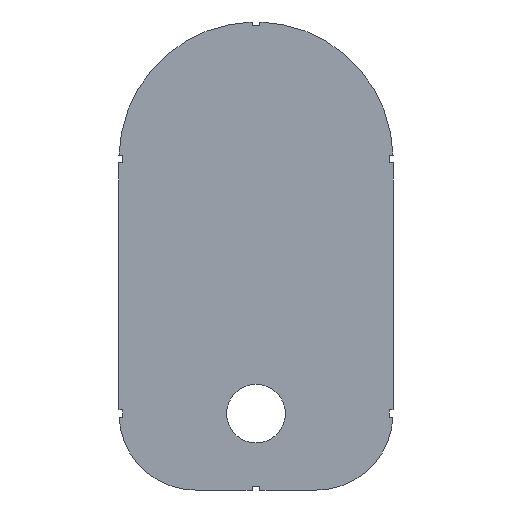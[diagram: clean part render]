
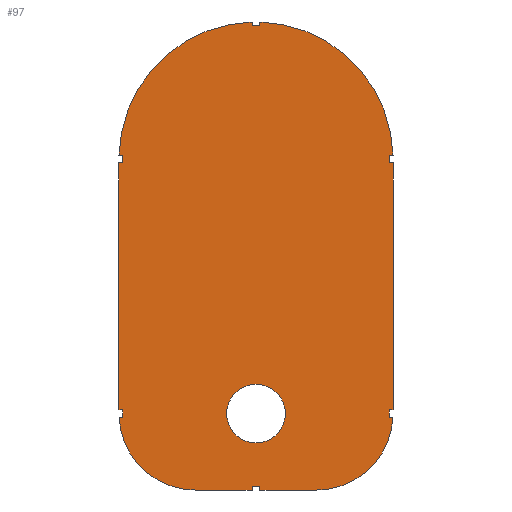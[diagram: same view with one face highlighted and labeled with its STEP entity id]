
A CAD part, front view. The second image highlights one B-rep face of the part: STEP entity #97.
In plain terms, the highlighted planar face has unit normal (0, -1, 0).
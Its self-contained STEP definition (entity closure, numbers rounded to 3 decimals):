
#97=ADVANCED_FACE('',(#185,#186),#187,.T.);
#185=FACE_OUTER_BOUND('',#319,.T.);
#186=FACE_BOUND('',#320,.T.);
#187=PLANE('',#321);
#319=EDGE_LOOP('',(#572,#573,#574,#575,#576,#577,#578,#579,#580,#581,#582,#583,#584,#585,#586,#587,#588,#589,#590,#591,#592,#593,#594,#595,#596,#597));
#320=EDGE_LOOP('',(#598,#599));
#321=AXIS2_PLACEMENT_3D('',#600,#601,#602);
#572=ORIENTED_EDGE('',*,*,#996,.T.);
#573=ORIENTED_EDGE('',*,*,#1005,.T.);
#574=ORIENTED_EDGE('',*,*,#1006,.T.);
#575=ORIENTED_EDGE('',*,*,#1007,.T.);
#576=ORIENTED_EDGE('',*,*,#1008,.T.);
#577=ORIENTED_EDGE('',*,*,#1002,.T.);
#578=ORIENTED_EDGE('',*,*,#967,.T.);
#579=ORIENTED_EDGE('',*,*,#989,.T.);
#580=ORIENTED_EDGE('',*,*,#969,.T.);
#581=ORIENTED_EDGE('',*,*,#1009,.T.);
#582=ORIENTED_EDGE('',*,*,#1010,.T.);
#583=ORIENTED_EDGE('',*,*,#1011,.T.);
#584=ORIENTED_EDGE('',*,*,#1012,.T.);
#585=ORIENTED_EDGE('',*,*,#1013,.T.);
#586=ORIENTED_EDGE('',*,*,#1014,.F.);
#587=ORIENTED_EDGE('',*,*,#1015,.T.);
#588=ORIENTED_EDGE('',*,*,#1016,.T.);
#589=ORIENTED_EDGE('',*,*,#1017,.T.);
#590=ORIENTED_EDGE('',*,*,#1018,.F.);
#591=ORIENTED_EDGE('',*,*,#1019,.F.);
#592=ORIENTED_EDGE('',*,*,#1020,.T.);
#593=ORIENTED_EDGE('',*,*,#1021,.T.);
#594=ORIENTED_EDGE('',*,*,#1022,.T.);
#595=ORIENTED_EDGE('',*,*,#1000,.F.);
#596=ORIENTED_EDGE('',*,*,#979,.T.);
#597=ORIENTED_EDGE('',*,*,#988,.T.);
#598=ORIENTED_EDGE('',*,*,#962,.T.);
#599=ORIENTED_EDGE('',*,*,#1023,.T.);
#600=CARTESIAN_POINT('',(17.5,0.,0.));
#601=DIRECTION('',(0.,-1.0,0.));
#602=DIRECTION('',(-1.0,0.,0.0));
#962=EDGE_CURVE('',#1142,#1146,#1148,.T.);
#967=EDGE_CURVE('',#1158,#1156,#1159,.T.);
#969=EDGE_CURVE('',#1161,#1162,#1163,.T.);
#979=EDGE_CURVE('',#1182,#1180,#1183,.T.);
#988=EDGE_CURVE('',#1180,#1195,#1197,.T.);
#989=EDGE_CURVE('',#1156,#1161,#1198,.T.);
#996=EDGE_CURVE('',#1195,#1206,#1208,.T.);
#1000=EDGE_CURVE('',#1182,#1214,#1215,.T.);
#1002=EDGE_CURVE('',#1217,#1158,#1218,.T.);
#1005=EDGE_CURVE('',#1206,#1222,#1223,.T.);
#1006=EDGE_CURVE('',#1222,#1224,#1225,.T.);
#1007=EDGE_CURVE('',#1224,#1226,#1227,.T.);
#1008=EDGE_CURVE('',#1226,#1217,#1228,.T.);
#1009=EDGE_CURVE('',#1162,#1229,#1230,.T.);
#1010=EDGE_CURVE('',#1229,#1231,#1232,.T.);
#1011=EDGE_CURVE('',#1231,#1233,#1234,.T.);
#1012=EDGE_CURVE('',#1233,#1235,#1236,.T.);
#1013=EDGE_CURVE('',#1235,#1237,#1238,.T.);
#1014=EDGE_CURVE('',#1239,#1237,#1240,.T.);
#1015=EDGE_CURVE('',#1239,#1241,#1242,.T.);
#1016=EDGE_CURVE('',#1241,#1243,#1244,.T.);
#1017=EDGE_CURVE('',#1243,#1245,#1246,.T.);
#1018=EDGE_CURVE('',#1247,#1245,#1248,.T.);
#1019=EDGE_CURVE('',#1249,#1247,#1250,.T.);
#1020=EDGE_CURVE('',#1249,#1251,#1252,.T.);
#1021=EDGE_CURVE('',#1251,#1253,#1254,.T.);
#1022=EDGE_CURVE('',#1253,#1214,#1255,.T.);
#1023=EDGE_CURVE('',#1146,#1142,#1256,.T.);
#1142=VERTEX_POINT('',#1417);
#1146=VERTEX_POINT('',#1422);
#1148=CIRCLE('',#1425,7.5);
#1156=VERTEX_POINT('',#1451);
#1158=VERTEX_POINT('',#1454);
#1159=LINE('',#1455,#1456);
#1161=VERTEX_POINT('',#1459);
#1162=VERTEX_POINT('',#1460);
#1163=LINE('',#1461,#1462);
#1180=VERTEX_POINT('',#1483);
#1182=VERTEX_POINT('',#1486);
#1183=LINE('',#1487,#1488);
#1195=VERTEX_POINT('',#1508);
#1197=LINE('',#1511,#1512);
#1198=LINE('',#1513,#1514);
#1206=VERTEX_POINT('',#1545);
#1208=LINE('',#1548,#1549);
#1214=VERTEX_POINT('',#1557);
#1215=LINE('',#1558,#1559);
#1217=VERTEX_POINT('',#1562);
#1218=CIRCLE('',#1563,35.0);
#1222=VERTEX_POINT('',#1568);
#1223=CIRCLE('',#1569,35.0);
#1224=VERTEX_POINT('',#1570);
#1225=LINE('',#1571,#1572);
#1226=VERTEX_POINT('',#1573);
#1227=LINE('',#1574,#1575);
#1228=LINE('',#1576,#1577);
#1229=VERTEX_POINT('',#1578);
#1230=LINE('',#1579,#1580);
#1231=VERTEX_POINT('',#1581);
#1232=LINE('',#1582,#1583);
#1233=VERTEX_POINT('',#1584);
#1234=LINE('',#1585,#1586);
#1235=VERTEX_POINT('',#1587);
#1236=LINE('',#1588,#1589);
#1237=VERTEX_POINT('',#1590);
#1238=CIRCLE('',#1591,19.5);
#1239=VERTEX_POINT('',#1592);
#1240=LINE('',#1593,#1594);
#1241=VERTEX_POINT('',#1595);
#1242=LINE('',#1596,#1597);
#1243=VERTEX_POINT('',#1598);
#1244=LINE('',#1599,#1600);
#1245=VERTEX_POINT('',#1601);
#1246=LINE('',#1602,#1603);
#1247=VERTEX_POINT('',#1604);
#1248=LINE('',#1605,#1606);
#1249=VERTEX_POINT('',#1607);
#1250=CIRCLE('',#1608,19.5);
#1251=VERTEX_POINT('',#1609);
#1252=LINE('',#1610,#1611);
#1253=VERTEX_POINT('',#1612);
#1254=LINE('',#1613,#1614);
#1255=LINE('',#1615,#1616);
#1256=CIRCLE('',#1617,7.5);
#1417=CARTESIAN_POINT('',(0.,0.,-72.5));
#1422=CARTESIAN_POINT('',(0.,0.,-57.5));
#1425=AXIS2_PLACEMENT_3D('',#1918,#1919,#1920);
#1451=CARTESIAN_POINT('',(-34.0,0.0,1.0));
#1454=CARTESIAN_POINT('',(-34.986,0.,1.0));
#1455=CARTESIAN_POINT('',(8.75,0.,1.0));
#1456=VECTOR('',#1926,1.0);
#1459=CARTESIAN_POINT('',(-34.0,0.0,-1.0));
#1460=CARTESIAN_POINT('',(-35.0,0.,-1.0));
#1461=CARTESIAN_POINT('',(8.75,0.0,-1.0));
#1462=VECTOR('',#1928,1.0);
#1483=CARTESIAN_POINT('',(34.0,0.0,-1.0));
#1486=CARTESIAN_POINT('',(35.0,0.,-1.0));
#1487=CARTESIAN_POINT('',(8.75,0.0,-1.0));
#1488=VECTOR('',#1946,1.0);
#1508=CARTESIAN_POINT('',(34.0,0.0,1.0));
#1511=CARTESIAN_POINT('',(34.0,0.,0.5));
#1512=VECTOR('',#1956,1.0);
#1513=CARTESIAN_POINT('',(-34.0,0.0,0.5));
#1514=VECTOR('',#1957,1.0);
#1545=CARTESIAN_POINT('',(34.986,0.,1.0));
#1548=CARTESIAN_POINT('',(8.75,0.,1.0));
#1549=VECTOR('',#1962,1.0);
#1557=CARTESIAN_POINT('',(35.0,0.,-64.0));
#1558=CARTESIAN_POINT('',(35.0,0.0,0.0));
#1559=VECTOR('',#1968,1.0);
#1562=CARTESIAN_POINT('',(-1.0,0.,34.986));
#1563=AXIS2_PLACEMENT_3D('',#1970,#1971,#1972);
#1568=CARTESIAN_POINT('',(1.0,0.,34.986));
#1569=AXIS2_PLACEMENT_3D('',#1977,#1978,#1979);
#1570=CARTESIAN_POINT('',(1.0,0.,34.0));
#1571=CARTESIAN_POINT('',(1.0,0.,0.));
#1572=VECTOR('',#1980,1.0);
#1573=CARTESIAN_POINT('',(-1.0,0.,34.0));
#1574=CARTESIAN_POINT('',(9.25,0.,34.0));
#1575=VECTOR('',#1981,1.0);
#1576=CARTESIAN_POINT('',(-1.0,0.,0.));
#1577=VECTOR('',#1982,1.0);
#1578=CARTESIAN_POINT('',(-35.0,0.,-64.0));
#1579=CARTESIAN_POINT('',(-35.0,0.0,0.0));
#1580=VECTOR('',#1983,1.0);
#1581=CARTESIAN_POINT('',(-34.0,0.0,-64.0));
#1582=CARTESIAN_POINT('',(8.75,0.,-64.0));
#1583=VECTOR('',#1984,1.0);
#1584=CARTESIAN_POINT('',(-34.0,0.0,-66.0));
#1585=CARTESIAN_POINT('',(-34.0,0.0,-32.0));
#1586=VECTOR('',#1985,1.0);
#1587=CARTESIAN_POINT('',(-34.974,0.0,-66.0));
#1588=CARTESIAN_POINT('',(8.75,0.0,-66.0));
#1589=VECTOR('',#1986,1.0);
#1590=CARTESIAN_POINT('',(-15.5,0.0,-84.5));
#1591=AXIS2_PLACEMENT_3D('',#1987,#1988,#1989);
#1592=CARTESIAN_POINT('',(-1.0,0.0,-84.5));
#1593=CARTESIAN_POINT('',(15.5,0.0,-84.5));
#1594=VECTOR('',#1990,1.0);
#1595=CARTESIAN_POINT('',(-1.0,0.,-83.5));
#1596=CARTESIAN_POINT('',(-1.0,0.,0.));
#1597=VECTOR('',#1991,1.0);
#1598=CARTESIAN_POINT('',(1.0,0.,-83.5));
#1599=CARTESIAN_POINT('',(9.25,0.,-83.5));
#1600=VECTOR('',#1992,1.0);
#1601=CARTESIAN_POINT('',(1.0,0.0,-84.5));
#1602=CARTESIAN_POINT('',(1.0,0.,0.));
#1603=VECTOR('',#1993,1.0);
#1604=CARTESIAN_POINT('',(15.5,0.0,-84.5));
#1605=CARTESIAN_POINT('',(15.5,0.0,-84.5));
#1606=VECTOR('',#1994,1.0);
#1607=CARTESIAN_POINT('',(34.974,0.0,-66.0));
#1608=AXIS2_PLACEMENT_3D('',#1995,#1996,#1997);
#1609=CARTESIAN_POINT('',(34.0,0.0,-66.0));
#1610=CARTESIAN_POINT('',(8.75,0.0,-66.0));
#1611=VECTOR('',#1998,1.0);
#1612=CARTESIAN_POINT('',(34.0,0.0,-64.0));
#1613=CARTESIAN_POINT('',(34.0,0.,-32.0));
#1614=VECTOR('',#1999,1.0);
#1615=CARTESIAN_POINT('',(8.75,0.,-64.0));
#1616=VECTOR('',#2000,1.0);
#1617=AXIS2_PLACEMENT_3D('',#2001,#2002,#2003);
#1918=CARTESIAN_POINT('',(0.0,0.,-65.0));
#1919=DIRECTION('',(0.,1.0,0.));
#1920=DIRECTION('',(0.,0.,-1.0));
#1926=DIRECTION('',(1.0,0.,0.0));
#1928=DIRECTION('',(-1.0,0.,0.0));
#1946=DIRECTION('',(-1.0,0.,0.0));
#1956=DIRECTION('',(0.0,0.,1.0));
#1957=DIRECTION('',(0.0,0.,-1.0));
#1962=DIRECTION('',(1.0,0.,0.0));
#1968=DIRECTION('',(0.0,0.0,-1.0));
#1970=CARTESIAN_POINT('',(0.0,0.,0.0));
#1971=DIRECTION('',(0.0,-1.0,0.0));
#1972=DIRECTION('',(1.0,0.0,0.));
#1977=CARTESIAN_POINT('',(0.0,0.,0.0));
#1978=DIRECTION('',(0.0,-1.0,0.0));
#1979=DIRECTION('',(1.0,0.0,0.));
#1980=DIRECTION('',(0.0,0.,-1.0));
#1981=DIRECTION('',(-1.0,0.,0.0));
#1982=DIRECTION('',(0.0,0.,1.0));
#1983=DIRECTION('',(0.0,0.0,-1.0));
#1984=DIRECTION('',(1.0,0.,0.0));
#1985=DIRECTION('',(0.0,0.,-1.0));
#1986=DIRECTION('',(-1.0,0.,0.0));
#1987=CARTESIAN_POINT('',(-15.5,0.0,-65.0));
#1988=DIRECTION('',(0.0,-1.0,0.0));
#1989=DIRECTION('',(-1.0,0.0,0.0));
#1990=DIRECTION('',(-1.0,0.0,0.0));
#1991=DIRECTION('',(0.0,0.,1.0));
#1992=DIRECTION('',(1.0,0.,0.0));
#1993=DIRECTION('',(0.0,0.,-1.0));
#1994=DIRECTION('',(-1.0,0.0,0.0));
#1995=CARTESIAN_POINT('',(15.5,0.0,-65.0));
#1996=DIRECTION('',(0.0,1.0,0.0));
#1997=DIRECTION('',(1.0,0.0,0.0));
#1998=DIRECTION('',(-1.0,0.,0.0));
#1999=DIRECTION('',(0.0,0.,1.0));
#2000=DIRECTION('',(1.0,0.,0.0));
#2001=CARTESIAN_POINT('',(0.0,0.,-65.0));
#2002=DIRECTION('',(0.,1.0,0.));
#2003=DIRECTION('',(0.,0.,-1.0));
